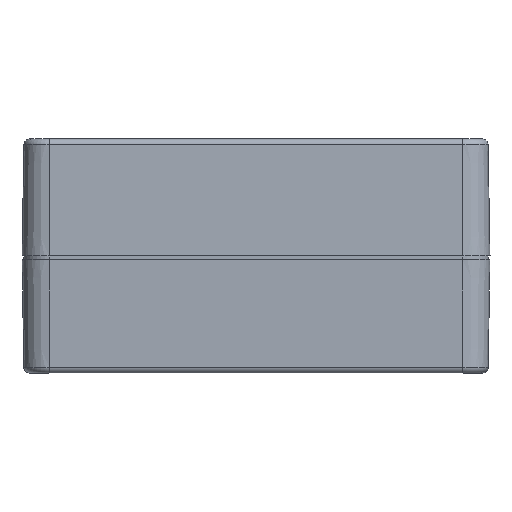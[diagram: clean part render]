
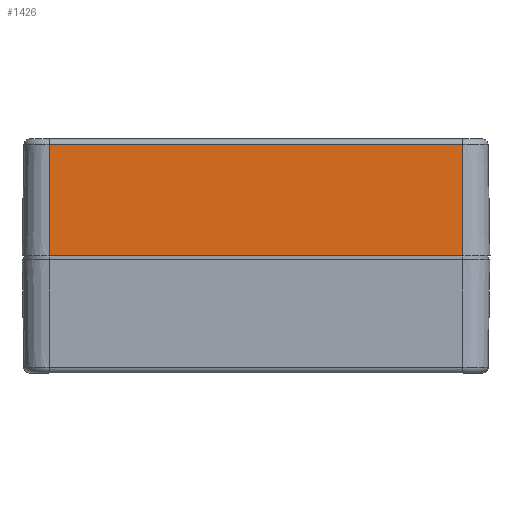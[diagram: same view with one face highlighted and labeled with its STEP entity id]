
A CAD part, front view. The second image highlights one B-rep face of the part: STEP entity #1426.
In plain terms, the highlighted planar face has unit normal (0, -1, 0.018).
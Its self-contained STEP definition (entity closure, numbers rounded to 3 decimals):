
#1321 = VERTEX_POINT ( 'NONE', #8455 ) ;
#1324 = EDGE_CURVE ( 'NONE', #1325, #1321, #8453, .T. ) ;
#1325 = VERTEX_POINT ( 'NONE', #8449 ) ;
#1426 = ADVANCED_FACE ( 'NONE', ( #8598 ), #8604, .T. ) ;
#1427 = ORIENTED_EDGE ( 'NONE', *, *, #1324, .T. ) ;
#1428 = ORIENTED_EDGE ( 'NONE', *, *, #1450, .T. ) ;
#1429 = ORIENTED_EDGE ( 'NONE', *, *, #1430, .F. ) ;
#1430 = EDGE_CURVE ( 'NONE', #1431, #1448, #8595, .T. ) ;
#1431 = VERTEX_POINT ( 'NONE', #8589 ) ;
#1432 = ORIENTED_EDGE ( 'NONE', *, *, #1433, .F. ) ;
#1433 = EDGE_CURVE ( 'NONE', #1325, #1431, #8588, .T. ) ;
#1448 = VERTEX_POINT ( 'NONE', #8621 ) ;
#1450 = EDGE_CURVE ( 'NONE', #1321, #1448, #8620, .T. ) ;
#1451 = EDGE_LOOP ( 'NONE', ( #1427, #1428, #1429, #1432 ) ) ;
#8449 = CARTESIAN_POINT ( 'NONE',  ( 2209.515, -1137.899, 12.763 ) ) ;
#8450 = DIRECTION ( 'NONE',  ( 1., 0., 0. ) ) ;
#8451 = VECTOR ( 'NONE', #8450, 1000. ) ;
#8452 = CARTESIAN_POINT ( 'NONE',  ( 2209.515, -1137.899, 12.763 ) ) ;
#8453 = LINE ( 'NONE', #8452, #8451 ) ;
#8455 = CARTESIAN_POINT ( 'NONE',  ( 2315.515, -1137.899, 12.763 ) ) ;
#8585 = DIRECTION ( 'NONE',  ( 0., 0.017, 1. ) ) ;
#8586 = VECTOR ( 'NONE', #8585, 1000. ) ;
#8587 = CARTESIAN_POINT ( 'NONE',  ( 2209.515, -9848.199, -499000. ) ) ;
#8588 = LINE ( 'NONE', #8587, #8586 ) ;
#8589 = CARTESIAN_POINT ( 'NONE',  ( 2209.515, -1137.401, 41.289 ) ) ;
#8590 = DIRECTION ( 'NONE',  ( 1., 0., 0. ) ) ;
#8591 = VECTOR ( 'NONE', #8590, 1000. ) ;
#8592 = CARTESIAN_POINT ( 'NONE',  ( 2236.015, -1137.401, 41.289 ) ) ;
#8593 = DIRECTION ( 'NONE',  ( 0., -0.017, -1. ) ) ;
#8594 = DIRECTION ( 'NONE',  ( 0., -1., 0.017 ) ) ;
#8595 = LINE ( 'NONE', #8592, #8591 ) ;
#8596 = CARTESIAN_POINT ( 'NONE',  ( 2209.515, -1137.899, 12.763 ) ) ;
#8597 = AXIS2_PLACEMENT_3D ( 'NONE', #8596, #8594, #8593 ) ;
#8598 = FACE_OUTER_BOUND ( 'NONE', #1451, .T. ) ;
#8604 = PLANE ( 'NONE',  #8597 ) ;
#8617 = DIRECTION ( 'NONE',  ( 0., 0.017, 1. ) ) ;
#8618 = VECTOR ( 'NONE', #8617, 1000. ) ;
#8619 = CARTESIAN_POINT ( 'NONE',  ( 2315.515, -1137.899, 12.763 ) ) ;
#8620 = LINE ( 'NONE', #8619, #8618 ) ;
#8621 = CARTESIAN_POINT ( 'NONE',  ( 2315.515, -1137.401, 41.289 ) ) ;
